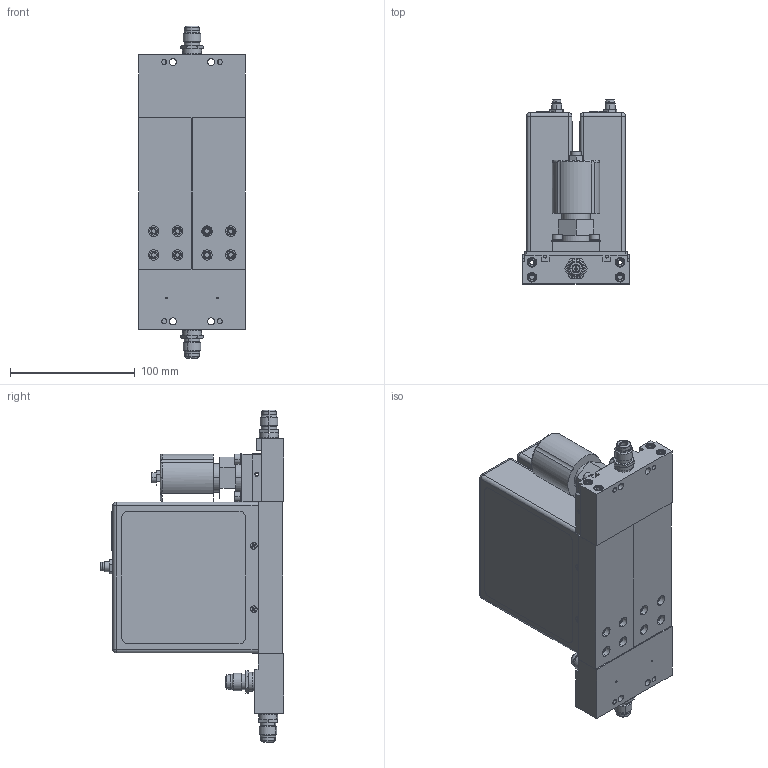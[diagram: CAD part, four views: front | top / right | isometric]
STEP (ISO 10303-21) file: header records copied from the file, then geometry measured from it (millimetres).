
FILE_DESCRIPTION (( 'STEP AP214' ), '1' );
FILE_NAME ('PDPCA.STEP', '2022-08-05T14:51:47', ( '' ), ( '' ), 'SwSTEP 2.0', 'SolidWorks 2019', '' );
FILE_SCHEMA (( 'AUTOMOTIVE_DESIGN' ));
Length unit declared in the file: inch
Products named in the file (1): PDPCA
Bounding box: 85.34 x 147.06 x 265.61 mm (x, y, z)
Surface area: 220716.1 mm2 (no closed solid volume)
Topology: 0 solids, 91 shells, 1058 faces, 3422 edges, 2380 vertices
Faces by surface type: plane 464, cylinder 349, cone 217, sphere 18, bspline 6, torus 4
Entity records: 52814 total; most frequent: CARTESIAN_POINT 9299, DIRECTION 6464, ORIENTED_EDGE 5207, EDGE_CURVE 3382, VERTEX_POINT 2370, AXIS2_PLACEMENT_3D 2349, VECTOR 1766, LINE 1766
